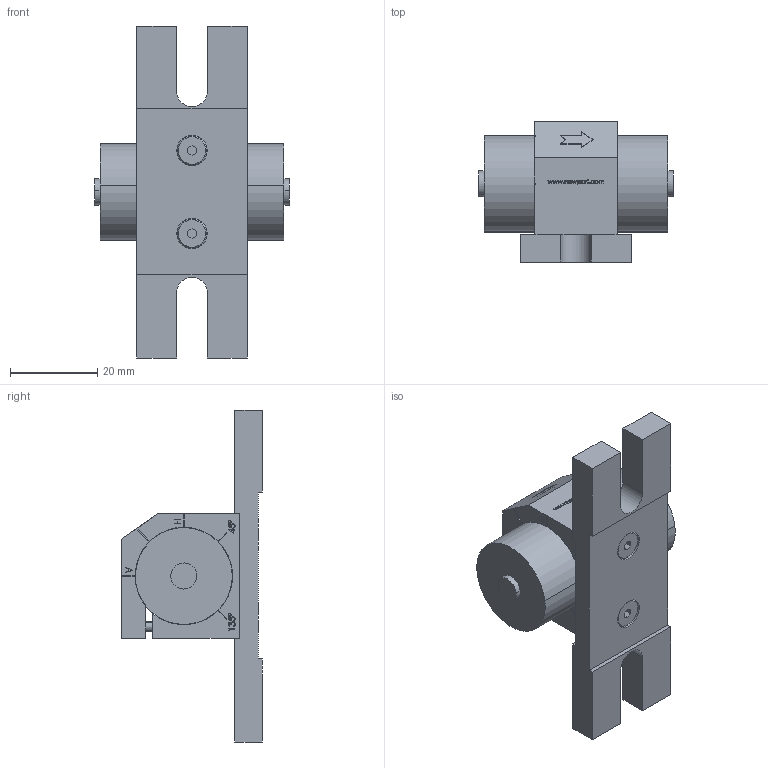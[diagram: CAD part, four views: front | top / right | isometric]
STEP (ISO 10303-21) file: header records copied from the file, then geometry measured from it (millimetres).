
FILE_DESCRIPTION((''),'2;1');
FILE_NAME('ISO-04-780-LP','2025-07-04T21:35:42',('Administrator'),(''),'CREO PARAMETRIC BY PTC INC, 2020184','CREO PARAMETRIC BY PTC INC, 2020184','');
FILE_SCHEMA(('AUTOMOTIVE_DESIGN { 1 0 10303 214 1 1 1 1 }'));
Length unit declared in the file: millimetre
Products named in the file (1): ISO-04-780-LP
Bounding box: 44.75 x 32.33 x 76.2 mm (x, y, z)
Volume: 31867.6 mm3; surface area: 12522.4 mm2
Topology: 2 solids, 4 shells, 584 faces, 1538 edges, 1018 vertices
Faces by surface type: plane 349, extrusion 162, cylinder 43, cone 24, torus 6
Entity records: 33161 total; most frequent: CARTESIAN_POINT 10040, ORIENTED_EDGE 3072, DIRECTION 2342, PRESENTATION_STYLE_ASSIGNMENT 2260, STYLED_ITEM 1701, CURVE_STYLE 1699, EDGE_CURVE 1536, VECTOR 1228
